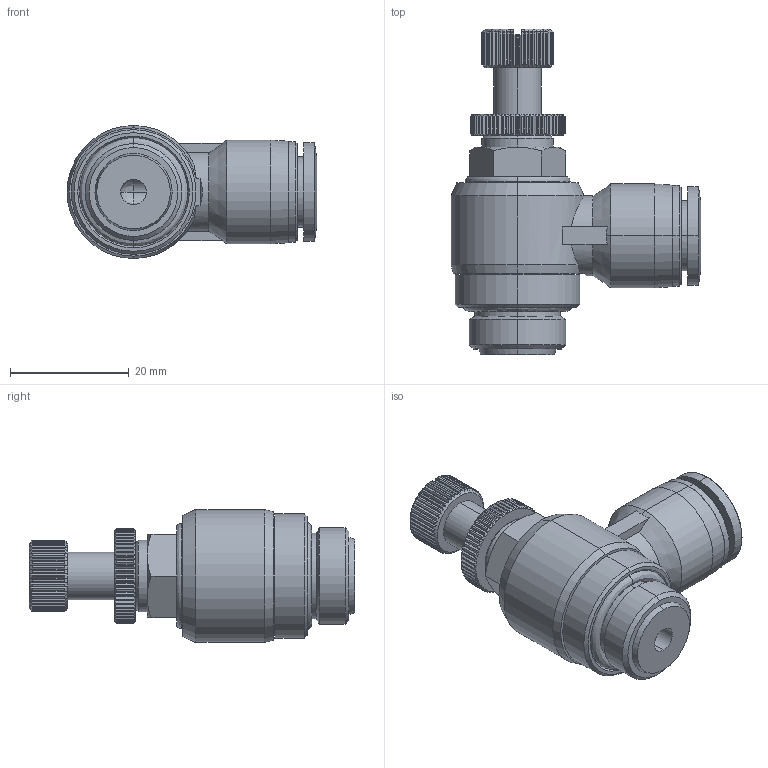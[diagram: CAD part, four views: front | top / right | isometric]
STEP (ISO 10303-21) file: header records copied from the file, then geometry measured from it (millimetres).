
FILE_DESCRIPTION (( 'STEP AP214' ), '1' );
FILE_NAME ('FVR10M-38G.step', '2016-02-24T20:35:26', ( '' ), ( '' ), 'SwSTEP 2.0', 'SolidWorks 2015', '' );
FILE_SCHEMA (( 'AUTOMOTIVE_DESIGN' ));
Length unit declared in the file: inch
Products named in the file (1): FVR10M-38G
Bounding box: 42.1 x 54.9 x 22.4 mm (x, y, z)
Volume: 14684.8 mm3; surface area: 6880.6 mm2
Topology: 2 solids, 2 shells, 571 faces, 1376 edges, 823 vertices
Faces by surface type: plane 252, cone 157, cylinder 143, bspline 17, torus 2
Entity records: 24904 total; most frequent: CARTESIAN_POINT 4889, ORIENTED_EDGE 2748, DIRECTION 2481, EDGE_CURVE 1374, AXIS2_PLACEMENT_3D 1028, VERTEX_POINT 823, EDGE_LOOP 591, UNCERTAINTY_MEASURE_WITH_UNIT 573
